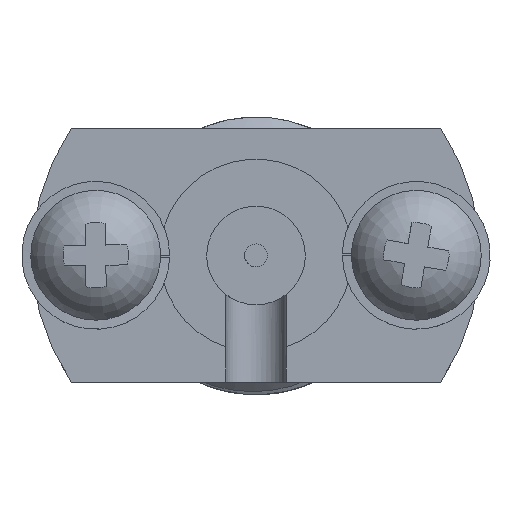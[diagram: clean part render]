
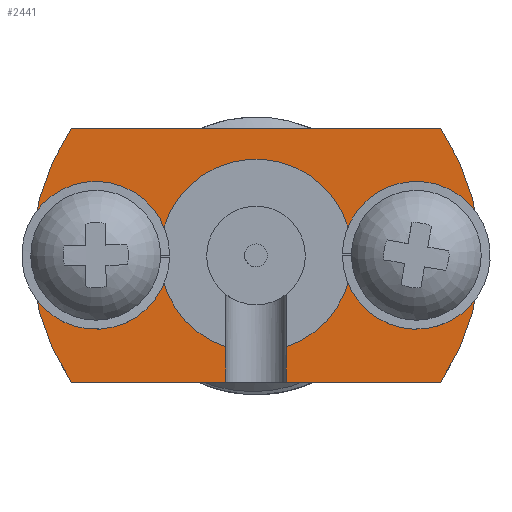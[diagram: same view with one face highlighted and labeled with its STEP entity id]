
A CAD part, top view. The second image highlights one B-rep face of the part: STEP entity #2441.
In plain terms, the highlighted planar face has unit normal (0, 0, 1).
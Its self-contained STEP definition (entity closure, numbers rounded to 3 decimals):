
#168=CIRCLE('',#3474,5.);
#170=CIRCLE('',#3478,5.);
#175=CIRCLE('',#3486,2.15);
#179=CIRCLE('',#3495,0.79);
#180=CIRCLE('',#3496,0.79);
#254=PLANE('',#3494);
#600=ORIENTED_EDGE('',*,*,#1297,.T.);
#601=ORIENTED_EDGE('',*,*,#1298,.T.);
#602=ORIENTED_EDGE('',*,*,#1299,.F.);
#603=ORIENTED_EDGE('',*,*,#1300,.F.);
#604=ORIENTED_EDGE('',*,*,#1271,.F.);
#605=ORIENTED_EDGE('',*,*,#1268,.F.);
#606=ORIENTED_EDGE('',*,*,#1264,.F.);
#607=ORIENTED_EDGE('',*,*,#1301,.F.);
#608=ORIENTED_EDGE('',*,*,#1302,.F.);
#609=ORIENTED_EDGE('',*,*,#1282,.T.);
#1264=EDGE_CURVE('',#1630,#1631,#168,.T.);
#1268=EDGE_CURVE('',#1631,#1634,#1871,.T.);
#1271=EDGE_CURVE('',#1634,#1636,#170,.T.);
#1282=EDGE_CURVE('',#1645,#1644,#175,.T.);
#1297=EDGE_CURVE('',#1658,#1658,#179,.T.);
#1298=EDGE_CURVE('',#1659,#1659,#180,.T.);
#1299=EDGE_CURVE('',#1660,#1644,#1884,.T.);
#1300=EDGE_CURVE('',#1636,#1660,#1885,.T.);
#1301=EDGE_CURVE('',#1661,#1630,#1886,.T.);
#1302=EDGE_CURVE('',#1645,#1661,#1887,.T.);
#1630=VERTEX_POINT('',#6610);
#1631=VERTEX_POINT('',#6611);
#1634=VERTEX_POINT('',#6619);
#1636=VERTEX_POINT('',#6625);
#1644=VERTEX_POINT('',#6646);
#1645=VERTEX_POINT('',#6648);
#1658=VERTEX_POINT('',#7477);
#1659=VERTEX_POINT('',#7479);
#1660=VERTEX_POINT('',#7481);
#1661=VERTEX_POINT('',#7484);
#1871=LINE('',#6618,#1952);
#1884=LINE('',#7480,#1965);
#1885=LINE('',#7482,#1966);
#1886=LINE('',#7483,#1967);
#1887=LINE('',#7485,#1968);
#1952=VECTOR('',#3790,1000.);
#1965=VECTOR('',#3843,1000.);
#1966=VECTOR('',#3844,1000.);
#1967=VECTOR('',#3845,1000.);
#1968=VECTOR('',#3846,1000.);
#2069=EDGE_LOOP('',(#600));
#2070=EDGE_LOOP('',(#601));
#2071=EDGE_LOOP('',(#602,#603,#604,#605,#606,#607,#608,#609));
#2237=FACE_BOUND('',#2069,.T.);
#2238=FACE_BOUND('',#2070,.T.);
#2239=FACE_BOUND('',#2071,.T.);
#2441=ADVANCED_FACE('',(#2237,#2238,#2239),#254,.F.);
#3474=AXIS2_PLACEMENT_3D('',#6609,#3782,#3783);
#3478=AXIS2_PLACEMENT_3D('',#6624,#3795,#3796);
#3486=AXIS2_PLACEMENT_3D('',#6647,#3817,#3818);
#3494=AXIS2_PLACEMENT_3D('',#7475,#3837,#3838);
#3495=AXIS2_PLACEMENT_3D('',#7476,#3839,#3840);
#3496=AXIS2_PLACEMENT_3D('',#7478,#3841,#3842);
#3782=DIRECTION('',(0.,0.,-1.));
#3783=DIRECTION('',(1.,0.,0.));
#3790=DIRECTION('',(1.,0.,0.));
#3795=DIRECTION('',(0.,0.,-1.));
#3796=DIRECTION('',(-1.,0.,0.));
#3817=DIRECTION('',(0.,0.,-1.));
#3818=DIRECTION('',(1.,0.,0.));
#3837=DIRECTION('',(0.,0.,-1.));
#3838=DIRECTION('',(-1.,0.,0.));
#3839=DIRECTION('',(0.,0.,-1.));
#3840=DIRECTION('',(-1.,0.,0.));
#3841=DIRECTION('',(0.,0.,-1.));
#3842=DIRECTION('',(-1.,0.,0.));
#3843=DIRECTION('',(0.,1.,0.));
#3844=DIRECTION('',(-1.,0.,0.));
#3845=DIRECTION('',(-1.,0.,0.));
#3846=DIRECTION('',(0.,-1.,0.));
#6609=CARTESIAN_POINT('',(0.,0.,0.));
#6610=CARTESIAN_POINT('',(-4.122,-2.83,0.));
#6611=CARTESIAN_POINT('',(-4.122,2.83,0.));
#6618=CARTESIAN_POINT('',(-4.122,2.83,0.));
#6619=CARTESIAN_POINT('',(4.122,2.83,0.));
#6624=CARTESIAN_POINT('',(0.,0.,0.));
#6625=CARTESIAN_POINT('',(4.122,-2.83,0.));
#6646=CARTESIAN_POINT('',(0.675,-2.041,0.));
#6647=CARTESIAN_POINT('',(0.,0.,0.));
#6648=CARTESIAN_POINT('',(-0.675,-2.041,0.));
#7475=CARTESIAN_POINT('',(0.,0.,0.));
#7476=CARTESIAN_POINT('',(3.58,0.,0.));
#7477=CARTESIAN_POINT('',(2.79,0.,0.));
#7478=CARTESIAN_POINT('',(-3.58,0.,0.));
#7479=CARTESIAN_POINT('',(-4.37,0.,0.));
#7480=CARTESIAN_POINT('',(0.675,0.,0.));
#7481=CARTESIAN_POINT('',(0.675,-2.83,0.));
#7482=CARTESIAN_POINT('',(-4.122,-2.83,0.));
#7483=CARTESIAN_POINT('',(-4.122,-2.83,0.));
#7484=CARTESIAN_POINT('',(-0.675,-2.83,0.));
#7485=CARTESIAN_POINT('',(-0.675,0.,0.));
